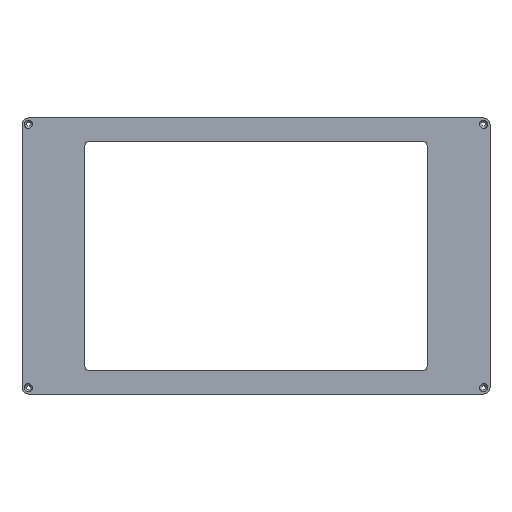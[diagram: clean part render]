
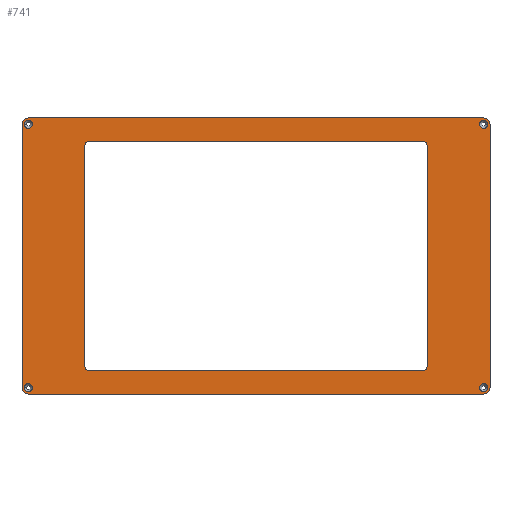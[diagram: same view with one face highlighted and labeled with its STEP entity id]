
A CAD part, top view. The second image highlights one B-rep face of the part: STEP entity #741.
In plain terms, the highlighted planar face has unit normal (0, 0, 1).
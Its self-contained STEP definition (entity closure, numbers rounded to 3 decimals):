
#126=CARTESIAN_POINT('',(-181.5,105.,2.));
#127=DIRECTION('',(0.,0.,1.));
#128=DIRECTION('',(0.,1.,0.));
#129=AXIS2_PLACEMENT_3D('',#126,#127,#128);
#131=DIRECTION('',(-1.,0.,0.));
#132=VECTOR('',#131,363.);
#133=CARTESIAN_POINT('',(181.5,110.,2.));
#134=LINE('',#133,#132);
#135=CARTESIAN_POINT('',(181.5,105.,2.));
#136=DIRECTION('',(0.,0.,1.));
#137=DIRECTION('',(1.,0.,0.));
#138=AXIS2_PLACEMENT_3D('',#135,#136,#137);
#140=DIRECTION('',(0.,1.,0.));
#141=VECTOR('',#140,210.);
#142=CARTESIAN_POINT('',(186.5,-105.,2.));
#143=LINE('',#142,#141);
#144=CARTESIAN_POINT('',(181.5,-105.,2.));
#145=DIRECTION('',(0.,0.,1.));
#146=DIRECTION('',(0.,-1.,0.));
#147=AXIS2_PLACEMENT_3D('',#144,#145,#146);
#149=DIRECTION('',(1.,0.,0.));
#150=VECTOR('',#149,363.);
#151=CARTESIAN_POINT('',(-181.5,-110.,2.));
#152=LINE('',#151,#150);
#153=CARTESIAN_POINT('',(-181.5,-105.,2.));
#154=DIRECTION('',(0.,0.,1.));
#155=DIRECTION('',(-1.,0.,0.));
#156=AXIS2_PLACEMENT_3D('',#153,#154,#155);
#158=DIRECTION('',(0.,-1.,0.));
#159=VECTOR('',#158,210.);
#160=CARTESIAN_POINT('',(-186.5,105.,2.));
#161=LINE('',#160,#159);
#162=CARTESIAN_POINT('',(-181.5,105.,2.));
#163=DIRECTION('',(0.,0.,1.));
#164=DIRECTION('',(-1.,0.,0.));
#165=AXIS2_PLACEMENT_3D('',#162,#163,#164);
#167=CARTESIAN_POINT('',(-181.5,105.,2.));
#168=DIRECTION('',(0.,0.,1.));
#169=DIRECTION('',(1.,0.,0.));
#170=AXIS2_PLACEMENT_3D('',#167,#168,#169);
#172=CARTESIAN_POINT('',(181.5,105.,2.));
#173=DIRECTION('',(0.,0.,-1.));
#174=DIRECTION('',(1.,0.,0.));
#175=AXIS2_PLACEMENT_3D('',#172,#173,#174);
#177=CARTESIAN_POINT('',(181.5,105.,2.));
#178=DIRECTION('',(0.,0.,-1.));
#179=DIRECTION('',(-1.,0.,0.));
#180=AXIS2_PLACEMENT_3D('',#177,#178,#179);
#182=CARTESIAN_POINT('',(-181.5,-105.,2.));
#183=DIRECTION('',(0.,0.,-1.));
#184=DIRECTION('',(-1.,0.,0.));
#185=AXIS2_PLACEMENT_3D('',#182,#183,#184);
#187=CARTESIAN_POINT('',(-181.5,-105.,2.));
#188=DIRECTION('',(0.,0.,-1.));
#189=DIRECTION('',(1.,0.,0.));
#190=AXIS2_PLACEMENT_3D('',#187,#188,#189);
#192=CARTESIAN_POINT('',(181.5,-105.,2.));
#193=DIRECTION('',(0.,0.,1.));
#194=DIRECTION('',(1.,0.,0.));
#195=AXIS2_PLACEMENT_3D('',#192,#193,#194);
#197=CARTESIAN_POINT('',(181.5,-105.,2.));
#198=DIRECTION('',(0.,0.,1.));
#199=DIRECTION('',(-1.,0.,0.));
#200=AXIS2_PLACEMENT_3D('',#197,#198,#199);
#202=DIRECTION('',(0.,1.,0.));
#203=VECTOR('',#202,175.);
#204=CARTESIAN_POINT('',(136.5,-87.5,2.));
#205=LINE('',#204,#203);
#206=DIRECTION('',(-1.,0.,0.));
#207=VECTOR('',#206,265.);
#208=CARTESIAN_POINT('',(132.5,91.5,2.));
#209=LINE('',#208,#207);
#210=DIRECTION('',(0.,-1.,0.));
#211=VECTOR('',#210,175.);
#212=CARTESIAN_POINT('',(-136.5,87.5,2.));
#213=LINE('',#212,#211);
#214=DIRECTION('',(1.,0.,0.));
#215=VECTOR('',#214,265.);
#216=CARTESIAN_POINT('',(-132.5,-91.5,2.));
#217=LINE('',#216,#215);
#330=CARTESIAN_POINT('',(132.5,87.5,2.));
#331=DIRECTION('',(0.,0.,-1.));
#332=DIRECTION('',(0.,1.,0.));
#333=AXIS2_PLACEMENT_3D('',#330,#331,#332);
#348=CARTESIAN_POINT('',(-132.5,87.5,2.));
#349=DIRECTION('',(0.,0.,-1.));
#350=DIRECTION('',(-1.,0.,0.));
#351=AXIS2_PLACEMENT_3D('',#348,#349,#350);
#366=CARTESIAN_POINT('',(-132.5,-87.5,2.));
#367=DIRECTION('',(0.,0.,-1.));
#368=DIRECTION('',(0.,-1.,0.));
#369=AXIS2_PLACEMENT_3D('',#366,#367,#368);
#384=CARTESIAN_POINT('',(132.5,-87.5,2.));
#385=DIRECTION('',(0.,0.,-1.));
#386=DIRECTION('',(1.,0.,0.));
#387=AXIS2_PLACEMENT_3D('',#384,#385,#386);
#398=CARTESIAN_POINT('',(-181.5,110.,2.));
#399=VERTEX_POINT('',#398);
#400=CARTESIAN_POINT('',(-186.5,105.,2.));
#401=VERTEX_POINT('',#400);
#406=CARTESIAN_POINT('',(-186.5,-105.,2.));
#407=VERTEX_POINT('',#406);
#408=CARTESIAN_POINT('',(-181.5,-110.,2.));
#409=VERTEX_POINT('',#408);
#414=CARTESIAN_POINT('',(181.5,-110.,2.));
#415=VERTEX_POINT('',#414);
#416=CARTESIAN_POINT('',(186.5,-105.,2.));
#417=VERTEX_POINT('',#416);
#422=CARTESIAN_POINT('',(186.5,105.,2.));
#423=VERTEX_POINT('',#422);
#424=CARTESIAN_POINT('',(181.5,110.,2.));
#425=VERTEX_POINT('',#424);
#434=CARTESIAN_POINT('',(-184.75,105.,2.));
#435=CARTESIAN_POINT('',(-178.25,105.,2.));
#436=VERTEX_POINT('',#434);
#437=VERTEX_POINT('',#435);
#446=CARTESIAN_POINT('',(184.75,105.,2.));
#447=VERTEX_POINT('',#446);
#448=CARTESIAN_POINT('',(178.25,105.,2.));
#449=VERTEX_POINT('',#448);
#458=CARTESIAN_POINT('',(-184.75,-105.,2.));
#459=VERTEX_POINT('',#458);
#460=CARTESIAN_POINT('',(-178.25,-105.,2.));
#461=VERTEX_POINT('',#460);
#470=CARTESIAN_POINT('',(184.75,-105.,2.));
#471=VERTEX_POINT('',#470);
#472=CARTESIAN_POINT('',(178.25,-105.,2.));
#473=VERTEX_POINT('',#472);
#474=CARTESIAN_POINT('',(-136.5,87.5,2.));
#476=VERTEX_POINT('',#474);
#478=CARTESIAN_POINT('',(-132.5,91.5,2.));
#480=VERTEX_POINT('',#478);
#482=CARTESIAN_POINT('',(132.5,91.5,2.));
#484=VERTEX_POINT('',#482);
#486=CARTESIAN_POINT('',(136.5,87.5,2.));
#488=VERTEX_POINT('',#486);
#490=CARTESIAN_POINT('',(136.5,-87.5,2.));
#492=VERTEX_POINT('',#490);
#494=CARTESIAN_POINT('',(132.5,-91.5,2.));
#496=VERTEX_POINT('',#494);
#498=CARTESIAN_POINT('',(-132.5,-91.5,2.));
#500=VERTEX_POINT('',#498);
#502=CARTESIAN_POINT('',(-136.5,-87.5,2.));
#504=VERTEX_POINT('',#502);
#684=CARTESIAN_POINT('',(0.,0.,2.));
#685=DIRECTION('',(0.,0.,1.));
#686=DIRECTION('',(1.,0.,0.));
#687=AXIS2_PLACEMENT_3D('',#684,#685,#686);
#688=PLANE('',#687);
#689=ORIENTED_EDGE('',*,*,#580,.F.);
#690=ORIENTED_EDGE('',*,*,#596,.F.);
#691=ORIENTED_EDGE('',*,*,#609,.F.);
#692=ORIENTED_EDGE('',*,*,#622,.F.);
#693=ORIENTED_EDGE('',*,*,#637,.F.);
#694=ORIENTED_EDGE('',*,*,#650,.F.);
#695=ORIENTED_EDGE('',*,*,#665,.F.);
#696=ORIENTED_EDGE('',*,*,#677,.F.);
#697=EDGE_LOOP('',(#689,#690,#691,#692,#693,#694,#695,#696));
#698=FACE_OUTER_BOUND('',#697,.F.);
#700=ORIENTED_EDGE('',*,*,#699,.T.);
#702=ORIENTED_EDGE('',*,*,#701,.T.);
#703=EDGE_LOOP('',(#700,#702));
#704=FACE_BOUND('',#703,.F.);
#706=ORIENTED_EDGE('',*,*,#705,.F.);
#708=ORIENTED_EDGE('',*,*,#707,.F.);
#709=EDGE_LOOP('',(#706,#708));
#710=FACE_BOUND('',#709,.F.);
#712=ORIENTED_EDGE('',*,*,#711,.F.);
#714=ORIENTED_EDGE('',*,*,#713,.F.);
#715=EDGE_LOOP('',(#712,#714));
#716=FACE_BOUND('',#715,.F.);
#718=ORIENTED_EDGE('',*,*,#717,.T.);
#720=ORIENTED_EDGE('',*,*,#719,.T.);
#721=EDGE_LOOP('',(#718,#720));
#722=FACE_BOUND('',#721,.F.);
#724=ORIENTED_EDGE('',*,*,#723,.T.);
#726=ORIENTED_EDGE('',*,*,#725,.F.);
#728=ORIENTED_EDGE('',*,*,#727,.T.);
#730=ORIENTED_EDGE('',*,*,#729,.F.);
#732=ORIENTED_EDGE('',*,*,#731,.T.);
#734=ORIENTED_EDGE('',*,*,#733,.F.);
#736=ORIENTED_EDGE('',*,*,#735,.T.);
#738=ORIENTED_EDGE('',*,*,#737,.F.);
#739=EDGE_LOOP('',(#724,#726,#728,#730,#732,#734,#736,#738));
#740=FACE_BOUND('',#739,.F.);
#741=ADVANCED_FACE('',(#698,#704,#710,#716,#722,#740),#688,.T.);
#130=CIRCLE('',#129,5.);
#139=CIRCLE('',#138,5.);
#148=CIRCLE('',#147,5.);
#157=CIRCLE('',#156,5.);
#166=CIRCLE('',#165,3.25);
#171=CIRCLE('',#170,3.25);
#176=CIRCLE('',#175,3.25);
#181=CIRCLE('',#180,3.25);
#186=CIRCLE('',#185,3.25);
#191=CIRCLE('',#190,3.25);
#196=CIRCLE('',#195,3.25);
#201=CIRCLE('',#200,3.25);
#334=CIRCLE('',#333,4.);
#352=CIRCLE('',#351,4.);
#370=CIRCLE('',#369,4.);
#388=CIRCLE('',#387,4.);
#580=EDGE_CURVE('',#399,#401,#130,.T.);
#596=EDGE_CURVE('',#425,#399,#134,.T.);
#609=EDGE_CURVE('',#423,#425,#139,.T.);
#622=EDGE_CURVE('',#417,#423,#143,.T.);
#637=EDGE_CURVE('',#415,#417,#148,.T.);
#650=EDGE_CURVE('',#409,#415,#152,.T.);
#665=EDGE_CURVE('',#407,#409,#157,.T.);
#677=EDGE_CURVE('',#401,#407,#161,.T.);
#699=EDGE_CURVE('',#436,#437,#166,.T.);
#701=EDGE_CURVE('',#437,#436,#171,.T.);
#705=EDGE_CURVE('',#447,#449,#176,.T.);
#707=EDGE_CURVE('',#449,#447,#181,.T.);
#711=EDGE_CURVE('',#459,#461,#186,.T.);
#713=EDGE_CURVE('',#461,#459,#191,.T.);
#717=EDGE_CURVE('',#471,#473,#196,.T.);
#719=EDGE_CURVE('',#473,#471,#201,.T.);
#723=EDGE_CURVE('',#492,#488,#205,.T.);
#725=EDGE_CURVE('',#484,#488,#334,.T.);
#727=EDGE_CURVE('',#484,#480,#209,.T.);
#729=EDGE_CURVE('',#476,#480,#352,.T.);
#731=EDGE_CURVE('',#476,#504,#213,.T.);
#733=EDGE_CURVE('',#500,#504,#370,.T.);
#735=EDGE_CURVE('',#500,#496,#217,.T.);
#737=EDGE_CURVE('',#492,#496,#388,.T.);
